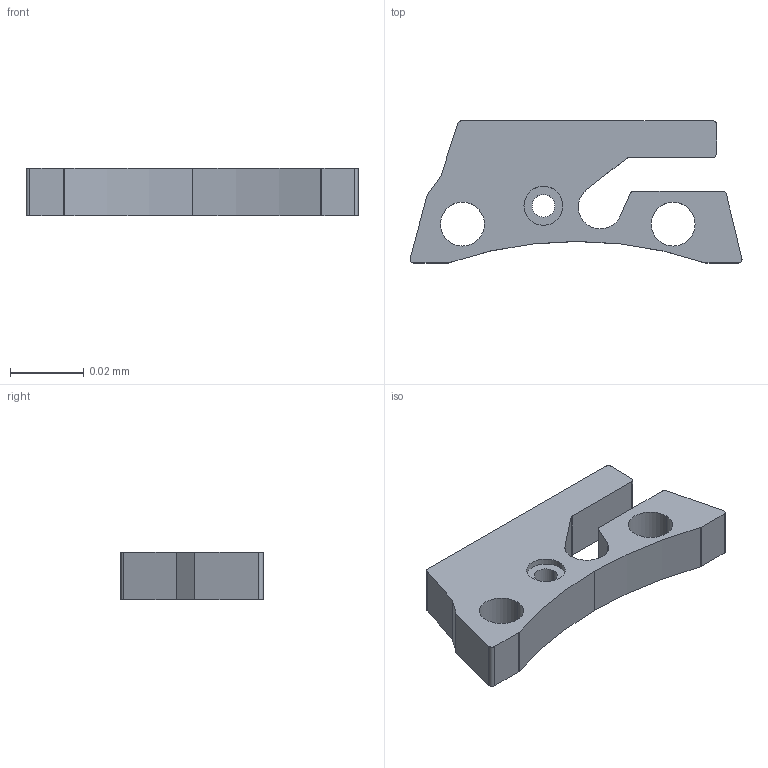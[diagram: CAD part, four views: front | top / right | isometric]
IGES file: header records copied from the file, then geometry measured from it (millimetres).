
Start section: Ce fichier a été produit par MicroStation – IGES (Import)
Global section: file name: Entretoise etrier freins.igs; native system: MicroStation; preprocessor: MicroStation; author: FLG; date: 20201108.204805; units: millimetre
Bounding box: 0.09 x 0.04 x 0.01 mm (x, y, z)
Volume: 0 mm3; surface area: 0 mm2
Topology: 1 solids, 1 shells, 36 faces, 99 edges, 66 vertices
Faces by surface type: cylinder 21, plane 15
